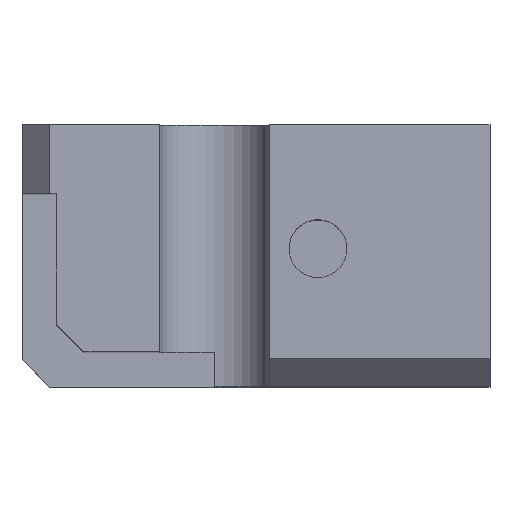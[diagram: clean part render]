
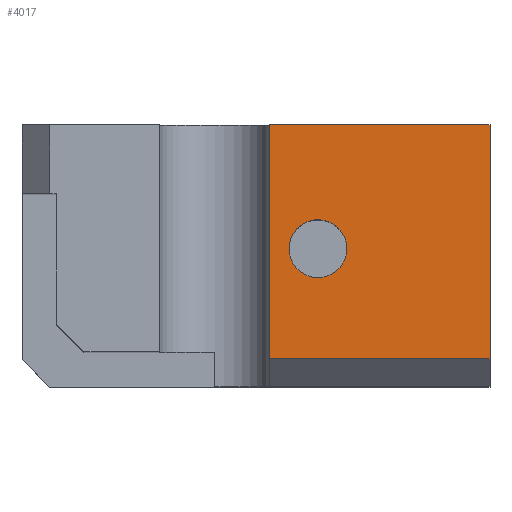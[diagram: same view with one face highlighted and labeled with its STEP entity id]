
A CAD part, top view. The second image highlights one B-rep face of the part: STEP entity #4017.
In plain terms, the highlighted planar face has unit normal (0, 0, 1).
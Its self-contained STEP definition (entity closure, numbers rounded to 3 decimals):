
#1712 = PLANE('',#1713);
#1713 = AXIS2_PLACEMENT_3D('',#1714,#1715,#1716);
#1714 = CARTESIAN_POINT('',(54.,39.,22.));
#1715 = DIRECTION('',(1.,0.,0.));
#1716 = DIRECTION('',(0.,-1.,0.));
#1766 = PLANE('',#1767);
#1767 = AXIS2_PLACEMENT_3D('',#1768,#1769,#1770);
#1768 = CARTESIAN_POINT('',(38.,39.,42.5));
#1769 = DIRECTION('',(1.,0.,0.));
#1770 = DIRECTION('',(0.,0.,-1.));
#1843 = PLANE('',#1844);
#1844 = AXIS2_PLACEMENT_3D('',#1845,#1846,#1847);
#1845 = CARTESIAN_POINT('',(54.,21.,41.5));
#1846 = DIRECTION('',(0.,-0.707,0.707));
#1847 = DIRECTION('',(1.,-0.,-0.));
#1936 = PLANE('',#1937);
#1937 = AXIS2_PLACEMENT_3D('',#1938,#1939,#1940);
#1938 = CARTESIAN_POINT('',(20.,39.,22.));
#1939 = DIRECTION('',(0.,1.,0.));
#1940 = DIRECTION('',(1.,0.,0.));
#2935 = VERTEX_POINT('',#2936);
#2936 = CARTESIAN_POINT('',(54.,39.,42.5));
#2957 = EDGE_CURVE('',#2935,#2958,#2960,.T.);
#2958 = VERTEX_POINT('',#2959);
#2959 = CARTESIAN_POINT('',(54.,22.,42.5));
#2960 = SURFACE_CURVE('',#2961,(#2965,#2972),.PCURVE_S1.);
#2961 = LINE('',#2962,#2963);
#2962 = CARTESIAN_POINT('',(54.,39.,42.5));
#2963 = VECTOR('',#2964,1.);
#2964 = DIRECTION('',(0.,-1.,0.));
#2965 = PCURVE('',#1712,#2966);
#2966 = DEFINITIONAL_REPRESENTATION('',(#2967),#2971);
#2967 = LINE('',#2968,#2969);
#2968 = CARTESIAN_POINT('',(0.,-20.5));
#2969 = VECTOR('',#2970,1.);
#2970 = DIRECTION('',(1.,0.));
#2971 = ( GEOMETRIC_REPRESENTATION_CONTEXT(2) 
PARAMETRIC_REPRESENTATION_CONTEXT() REPRESENTATION_CONTEXT('2D SPACE',''
  ) );
#2972 = PCURVE('',#2973,#2978);
#2973 = PLANE('',#2974);
#2974 = AXIS2_PLACEMENT_3D('',#2975,#2976,#2977);
#2975 = CARTESIAN_POINT('',(37.,29.5,42.5));
#2976 = DIRECTION('',(0.,0.,1.));
#2977 = DIRECTION('',(1.,0.,0.));
#2978 = DEFINITIONAL_REPRESENTATION('',(#2979),#2983);
#2979 = LINE('',#2980,#2981);
#2980 = CARTESIAN_POINT('',(17.,9.5));
#2981 = VECTOR('',#2982,1.);
#2982 = DIRECTION('',(0.,-1.));
#2983 = ( GEOMETRIC_REPRESENTATION_CONTEXT(2) 
PARAMETRIC_REPRESENTATION_CONTEXT() REPRESENTATION_CONTEXT('2D SPACE',''
  ) );
#3012 = VERTEX_POINT('',#3013);
#3013 = CARTESIAN_POINT('',(38.,39.,42.5));
#3034 = EDGE_CURVE('',#3012,#3035,#3037,.T.);
#3035 = VERTEX_POINT('',#3036);
#3036 = CARTESIAN_POINT('',(38.,22.,42.5));
#3037 = SURFACE_CURVE('',#3038,(#3042,#3049),.PCURVE_S1.);
#3038 = LINE('',#3039,#3040);
#3039 = CARTESIAN_POINT('',(38.,39.,42.5));
#3040 = VECTOR('',#3041,1.);
#3041 = DIRECTION('',(0.,-1.,0.));
#3042 = PCURVE('',#1766,#3043);
#3043 = DEFINITIONAL_REPRESENTATION('',(#3044),#3048);
#3044 = LINE('',#3045,#3046);
#3045 = CARTESIAN_POINT('',(0.,0.));
#3046 = VECTOR('',#3047,1.);
#3047 = DIRECTION('',(0.,-1.));
#3048 = ( GEOMETRIC_REPRESENTATION_CONTEXT(2) 
PARAMETRIC_REPRESENTATION_CONTEXT() REPRESENTATION_CONTEXT('2D SPACE',''
  ) );
#3049 = PCURVE('',#2973,#3050);
#3050 = DEFINITIONAL_REPRESENTATION('',(#3051),#3055);
#3051 = LINE('',#3052,#3053);
#3052 = CARTESIAN_POINT('',(1.,9.5));
#3053 = VECTOR('',#3054,1.);
#3054 = DIRECTION('',(0.,-1.));
#3055 = ( GEOMETRIC_REPRESENTATION_CONTEXT(2) 
PARAMETRIC_REPRESENTATION_CONTEXT() REPRESENTATION_CONTEXT('2D SPACE',''
  ) );
#3084 = EDGE_CURVE('',#2958,#3035,#3085,.T.);
#3085 = SURFACE_CURVE('',#3086,(#3090,#3097),.PCURVE_S1.);
#3086 = LINE('',#3087,#3088);
#3087 = CARTESIAN_POINT('',(54.,22.,42.5));
#3088 = VECTOR('',#3089,1.);
#3089 = DIRECTION('',(-1.,0.,0.));
#3090 = PCURVE('',#1843,#3091);
#3091 = DEFINITIONAL_REPRESENTATION('',(#3092),#3096);
#3092 = LINE('',#3093,#3094);
#3093 = CARTESIAN_POINT('',(-0.,1.414));
#3094 = VECTOR('',#3095,1.);
#3095 = DIRECTION('',(-1.,0.));
#3096 = ( GEOMETRIC_REPRESENTATION_CONTEXT(2) 
PARAMETRIC_REPRESENTATION_CONTEXT() REPRESENTATION_CONTEXT('2D SPACE',''
  ) );
#3097 = PCURVE('',#2973,#3098);
#3098 = DEFINITIONAL_REPRESENTATION('',(#3099),#3103);
#3099 = LINE('',#3100,#3101);
#3100 = CARTESIAN_POINT('',(17.,-7.5));
#3101 = VECTOR('',#3102,1.);
#3102 = DIRECTION('',(-1.,0.));
#3103 = ( GEOMETRIC_REPRESENTATION_CONTEXT(2) 
PARAMETRIC_REPRESENTATION_CONTEXT() REPRESENTATION_CONTEXT('2D SPACE',''
  ) );
#3256 = EDGE_CURVE('',#3012,#2935,#3257,.T.);
#3257 = SURFACE_CURVE('',#3258,(#3262,#3269),.PCURVE_S1.);
#3258 = LINE('',#3259,#3260);
#3259 = CARTESIAN_POINT('',(20.,39.,42.5));
#3260 = VECTOR('',#3261,1.);
#3261 = DIRECTION('',(1.,0.,0.));
#3262 = PCURVE('',#1936,#3263);
#3263 = DEFINITIONAL_REPRESENTATION('',(#3264),#3268);
#3264 = LINE('',#3265,#3266);
#3265 = CARTESIAN_POINT('',(0.,-20.5));
#3266 = VECTOR('',#3267,1.);
#3267 = DIRECTION('',(1.,0.));
#3268 = ( GEOMETRIC_REPRESENTATION_CONTEXT(2) 
PARAMETRIC_REPRESENTATION_CONTEXT() REPRESENTATION_CONTEXT('2D SPACE',''
  ) );
#3269 = PCURVE('',#2973,#3270);
#3270 = DEFINITIONAL_REPRESENTATION('',(#3271),#3275);
#3271 = LINE('',#3272,#3273);
#3272 = CARTESIAN_POINT('',(-17.,9.5));
#3273 = VECTOR('',#3274,1.);
#3274 = DIRECTION('',(1.,0.));
#3275 = ( GEOMETRIC_REPRESENTATION_CONTEXT(2) 
PARAMETRIC_REPRESENTATION_CONTEXT() REPRESENTATION_CONTEXT('2D SPACE',''
  ) );
#4017 = ADVANCED_FACE('',(#4018,#4024),#2973,.T.);
#4018 = FACE_BOUND('',#4019,.T.);
#4019 = EDGE_LOOP('',(#4020,#4021,#4022,#4023));
#4020 = ORIENTED_EDGE('',*,*,#3034,.T.);
#4021 = ORIENTED_EDGE('',*,*,#3084,.F.);
#4022 = ORIENTED_EDGE('',*,*,#2957,.F.);
#4023 = ORIENTED_EDGE('',*,*,#3256,.F.);
#4024 = FACE_BOUND('',#4025,.T.);
#4025 = EDGE_LOOP('',(#4026));
#4026 = ORIENTED_EDGE('',*,*,#4027,.F.);
#4027 = EDGE_CURVE('',#4028,#4028,#4030,.T.);
#4028 = VERTEX_POINT('',#4029);
#4029 = CARTESIAN_POINT('',(43.6,30.,42.5));
#4030 = SURFACE_CURVE('',#4031,(#4036,#4043),.PCURVE_S1.);
#4031 = CIRCLE('',#4032,2.1);
#4032 = AXIS2_PLACEMENT_3D('',#4033,#4034,#4035);
#4033 = CARTESIAN_POINT('',(41.5,30.,42.5));
#4034 = DIRECTION('',(0.,0.,1.));
#4035 = DIRECTION('',(1.,0.,0.));
#4036 = PCURVE('',#2973,#4037);
#4037 = DEFINITIONAL_REPRESENTATION('',(#4038),#4042);
#4038 = CIRCLE('',#4039,2.1);
#4039 = AXIS2_PLACEMENT_2D('',#4040,#4041);
#4040 = CARTESIAN_POINT('',(4.5,0.5));
#4041 = DIRECTION('',(1.,0.));
#4042 = ( GEOMETRIC_REPRESENTATION_CONTEXT(2) 
PARAMETRIC_REPRESENTATION_CONTEXT() REPRESENTATION_CONTEXT('2D SPACE',''
  ) );
#4043 = PCURVE('',#4044,#4049);
#4044 = CYLINDRICAL_SURFACE('',#4045,2.1);
#4045 = AXIS2_PLACEMENT_3D('',#4046,#4047,#4048);
#4046 = CARTESIAN_POINT('',(41.5,30.,42.5));
#4047 = DIRECTION('',(0.,0.,1.));
#4048 = DIRECTION('',(1.,0.,0.));
#4049 = DEFINITIONAL_REPRESENTATION('',(#4050),#4054);
#4050 = LINE('',#4051,#4052);
#4051 = CARTESIAN_POINT('',(0.,0.));
#4052 = VECTOR('',#4053,1.);
#4053 = DIRECTION('',(1.,0.));
#4054 = ( GEOMETRIC_REPRESENTATION_CONTEXT(2) 
PARAMETRIC_REPRESENTATION_CONTEXT() REPRESENTATION_CONTEXT('2D SPACE',''
  ) );
